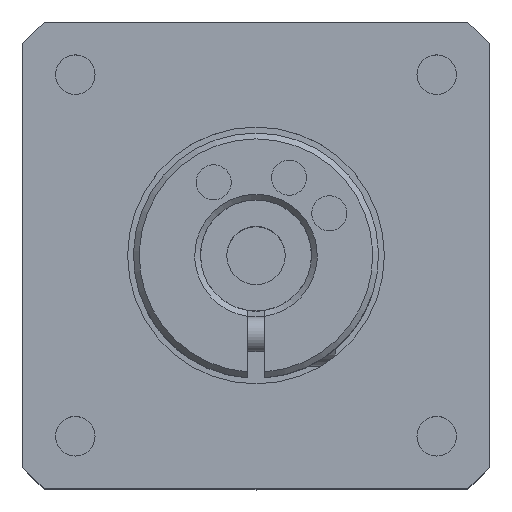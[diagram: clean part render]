
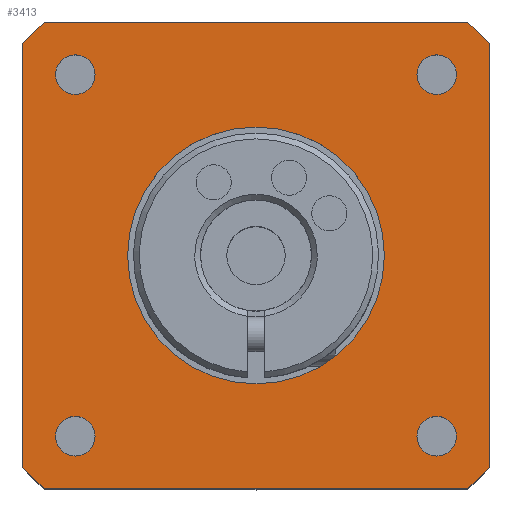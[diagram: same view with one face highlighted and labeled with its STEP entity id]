
A CAD part, top view. The second image highlights one B-rep face of the part: STEP entity #3413.
In plain terms, the highlighted planar face has unit normal (0, 0, 1).
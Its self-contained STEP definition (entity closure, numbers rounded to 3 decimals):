
#569=CARTESIAN_POINT('',(-13.786,15.486,27.5));
#570=VERTEX_POINT('',#569);
#571=CARTESIAN_POINT('',(-15.486,15.486,27.5));
#572=DIRECTION('',(0.0,0.0,-1.0));
#573=DIRECTION('',(1.0,0.0,0.0));
#574=AXIS2_PLACEMENT_3D('',#571,#572,#573);
#575=CIRCLE('',#574,1.7);
#576=EDGE_CURVE('',#570,#570,#575,.T.);
#586=CARTESIAN_POINT('',(11.0,0.0,27.5));
#587=VERTEX_POINT('',#586);
#588=CARTESIAN_POINT('',(0.0,0.0,27.5));
#589=DIRECTION('',(0.0,0.0,1.0));
#590=DIRECTION('',(1.0,0.0,0.0));
#591=AXIS2_PLACEMENT_3D('',#588,#589,#590);
#592=CIRCLE('',#591,11.0);
#593=EDGE_CURVE('',#587,#587,#592,.T.);
#625=CARTESIAN_POINT('',(-13.786,-15.486,27.5));
#626=VERTEX_POINT('',#625);
#627=CARTESIAN_POINT('',(-15.486,-15.486,27.5));
#628=DIRECTION('',(0.0,0.0,-1.0));
#629=DIRECTION('',(1.0,0.0,0.0));
#630=AXIS2_PLACEMENT_3D('',#627,#628,#629);
#631=CIRCLE('',#630,1.7);
#632=EDGE_CURVE('',#626,#626,#631,.T.);
#653=CARTESIAN_POINT('',(17.186,-15.486,27.5));
#654=VERTEX_POINT('',#653);
#655=CARTESIAN_POINT('',(15.486,-15.486,27.5));
#656=DIRECTION('',(0.0,0.0,-1.0));
#657=DIRECTION('',(1.0,0.0,0.0));
#658=AXIS2_PLACEMENT_3D('',#655,#656,#657);
#659=CIRCLE('',#658,1.7);
#660=EDGE_CURVE('',#654,#654,#659,.T.);
#681=CARTESIAN_POINT('',(17.186,15.486,27.5));
#682=VERTEX_POINT('',#681);
#683=CARTESIAN_POINT('',(15.486,15.486,27.5));
#684=DIRECTION('',(0.0,0.0,-1.0));
#685=DIRECTION('',(1.0,0.0,0.0));
#686=AXIS2_PLACEMENT_3D('',#683,#684,#685);
#687=CIRCLE('',#686,1.7);
#688=EDGE_CURVE('',#682,#682,#687,.T.);
#780=CARTESIAN_POINT('',(-20.0,-18.138,27.5));
#781=VERTEX_POINT('',#780);
#788=CARTESIAN_POINT('',(-20.0,18.138,27.5));
#789=VERTEX_POINT('',#788);
#790=CARTESIAN_POINT('',(-20.0,18.138,27.5));
#791=DIRECTION('',(0.0,-1.0,0.0));
#792=VECTOR('',#791,36.277);
#793=LINE('',#790,#792);
#794=EDGE_CURVE('',#789,#781,#793,.T.);
#820=CARTESIAN_POINT('',(-18.138,20.0,27.5));
#821=VERTEX_POINT('',#820);
#822=CARTESIAN_POINT('',(0.0,0.0,27.5));
#823=DIRECTION('',(0.0,0.0,1.0));
#824=DIRECTION('',(-0.672,0.741,0.0));
#825=AXIS2_PLACEMENT_3D('',#822,#823,#824);
#826=CIRCLE('',#825,27.);
#827=EDGE_CURVE('',#821,#789,#826,.T.);
#924=CARTESIAN_POINT('',(18.138,20.0,27.5));
#925=VERTEX_POINT('',#924);
#926=CARTESIAN_POINT('',(18.138,20.0,27.5));
#927=DIRECTION('',(-1.0,0.0,0.0));
#928=VECTOR('',#927,36.277);
#929=LINE('',#926,#928);
#930=EDGE_CURVE('',#925,#821,#929,.T.);
#956=CARTESIAN_POINT('',(20.0,18.138,27.5));
#957=VERTEX_POINT('',#956);
#958=CARTESIAN_POINT('',(0.0,0.0,27.5));
#959=DIRECTION('',(0.0,0.0,1.0));
#960=DIRECTION('',(0.741,0.672,0.0));
#961=AXIS2_PLACEMENT_3D('',#958,#959,#960);
#962=CIRCLE('',#961,27.);
#963=EDGE_CURVE('',#957,#925,#962,.T.);
#1077=CARTESIAN_POINT('',(20.0,-18.138,27.5));
#1078=VERTEX_POINT('',#1077);
#1079=CARTESIAN_POINT('',(20.0,-18.138,27.5));
#1080=DIRECTION('',(0.0,1.0,0.0));
#1081=VECTOR('',#1080,36.277);
#1082=LINE('',#1079,#1081);
#1083=EDGE_CURVE('',#1078,#957,#1082,.T.);
#1109=CARTESIAN_POINT('',(18.138,-20.0,27.5));
#1110=VERTEX_POINT('',#1109);
#1111=CARTESIAN_POINT('',(0.0,0.0,27.5));
#1112=DIRECTION('',(0.0,0.0,1.0));
#1113=DIRECTION('',(0.672,-0.741,0.0));
#1114=AXIS2_PLACEMENT_3D('',#1111,#1112,#1113);
#1115=CIRCLE('',#1114,27.);
#1116=EDGE_CURVE('',#1110,#1078,#1115,.T.);
#1213=CARTESIAN_POINT('',(-18.138,-20.0,27.5));
#1214=VERTEX_POINT('',#1213);
#1215=CARTESIAN_POINT('',(-18.138,-20.0,27.5));
#1216=DIRECTION('',(1.0,0.0,0.0));
#1217=VECTOR('',#1216,36.277);
#1218=LINE('',#1215,#1217);
#1219=EDGE_CURVE('',#1214,#1110,#1218,.T.);
#1243=CARTESIAN_POINT('',(0.0,0.0,27.5));
#1244=DIRECTION('',(0.0,0.0,1.0));
#1245=DIRECTION('',(-0.741,-0.672,0.0));
#1246=AXIS2_PLACEMENT_3D('',#1243,#1244,#1245);
#1247=CIRCLE('',#1246,27.);
#1248=EDGE_CURVE('',#781,#1214,#1247,.T.);
#3383=CARTESIAN_POINT('',(0.0,0.0,27.5));
#3384=DIRECTION('',(0.0,0.0,1.0));
#3385=DIRECTION('',(1.0,0.0,0.0));
#3386=AXIS2_PLACEMENT_3D('',#3383,#3384,#3385);
#3387=PLANE('',#3386);
#3388=ORIENTED_EDGE('',*,*,#1248,.T.);
#3389=ORIENTED_EDGE('',*,*,#1219,.T.);
#3390=ORIENTED_EDGE('',*,*,#1116,.T.);
#3391=ORIENTED_EDGE('',*,*,#1083,.T.);
#3392=ORIENTED_EDGE('',*,*,#963,.T.);
#3393=ORIENTED_EDGE('',*,*,#930,.T.);
#3394=ORIENTED_EDGE('',*,*,#827,.T.);
#3395=ORIENTED_EDGE('',*,*,#794,.T.);
#3396=EDGE_LOOP('',(#3388,#3389,#3390,#3391,#3392,#3393,#3394,#3395));
#3397=FACE_OUTER_BOUND('',#3396,.T.);
#3398=ORIENTED_EDGE('',*,*,#688,.T.);
#3399=EDGE_LOOP('',(#3398));
#3400=FACE_BOUND('',#3399,.T.);
#3401=ORIENTED_EDGE('',*,*,#660,.T.);
#3402=EDGE_LOOP('',(#3401));
#3403=FACE_BOUND('',#3402,.T.);
#3404=ORIENTED_EDGE('',*,*,#632,.T.);
#3405=EDGE_LOOP('',(#3404));
#3406=FACE_BOUND('',#3405,.T.);
#3407=ORIENTED_EDGE('',*,*,#593,.F.);
#3408=EDGE_LOOP('',(#3407));
#3409=FACE_BOUND('',#3408,.T.);
#3410=ORIENTED_EDGE('',*,*,#576,.T.);
#3411=EDGE_LOOP('',(#3410));
#3412=FACE_BOUND('',#3411,.T.);
#3413=ADVANCED_FACE('',(#3397,#3400,#3403,#3406,#3409,#3412),#3387,.T.);
